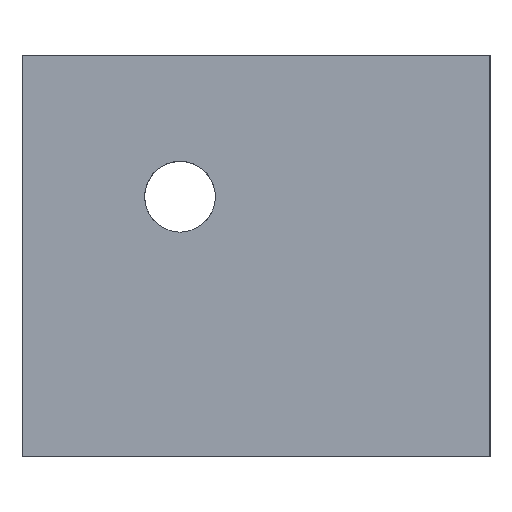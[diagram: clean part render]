
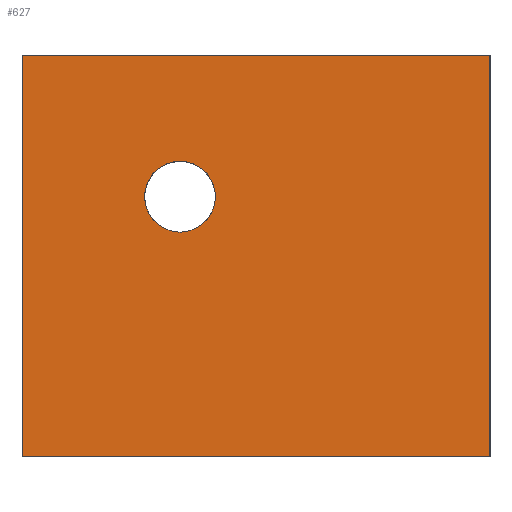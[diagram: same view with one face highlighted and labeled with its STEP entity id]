
A CAD part, left-side view. The second image highlights one B-rep face of the part: STEP entity #627.
In plain terms, the highlighted planar face has unit normal (-1, 0, 0).
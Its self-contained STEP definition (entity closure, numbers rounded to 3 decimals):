
#20=FACE_BOUND('',#111,.T.);
#39=PLANE('',#695);
#77=FACE_OUTER_BOUND('',#110,.T.);
#110=EDGE_LOOP('',(#549,#550,#551,#552));
#111=EDGE_LOOP('',(#553));
#177=LINE('',#1269,#226);
#178=LINE('',#1274,#227);
#180=LINE('',#1278,#229);
#181=LINE('',#1279,#230);
#226=VECTOR('',#830,10.);
#227=VECTOR('',#835,10.);
#229=VECTOR('',#839,10.);
#230=VECTOR('',#840,10.);
#240=CIRCLE('',#651,1.);
#257=VERTEX_POINT('',#871);
#309=VERTEX_POINT('',#1264);
#310=VERTEX_POINT('',#1267);
#312=VERTEX_POINT('',#1273);
#313=VERTEX_POINT('',#1277);
#318=EDGE_CURVE('',#257,#257,#240,.T.);
#394=EDGE_CURVE('',#309,#310,#177,.T.);
#396=EDGE_CURVE('',#312,#310,#178,.T.);
#398=EDGE_CURVE('',#309,#313,#180,.T.);
#399=EDGE_CURVE('',#313,#312,#181,.T.);
#549=ORIENTED_EDGE('',*,*,#398,.F.);
#550=ORIENTED_EDGE('',*,*,#394,.T.);
#551=ORIENTED_EDGE('',*,*,#396,.F.);
#552=ORIENTED_EDGE('',*,*,#399,.F.);
#553=ORIENTED_EDGE('',*,*,#318,.T.);
#627=ADVANCED_FACE('',(#77,#20),#39,.T.);
#651=AXIS2_PLACEMENT_3D('',#872,#711,#712);
#695=AXIS2_PLACEMENT_3D('',#1276,#837,#838);
#711=DIRECTION('center_axis',(1.,0.,0.));
#712=DIRECTION('ref_axis',(0.,-1.,0.));
#830=DIRECTION('',(0.,0.,-1.));
#835=DIRECTION('',(0.,1.,0.));
#837=DIRECTION('center_axis',(-1.,0.,0.));
#838=DIRECTION('ref_axis',(0.,1.,0.));
#839=DIRECTION('',(0.,-1.,0.));
#840=DIRECTION('',(0.,0.,-1.));
#871=CARTESIAN_POINT('',(-7.351,22.609,-12.228));
#872=CARTESIAN_POINT('Origin',(-7.351,21.609,-12.228));
#1264=CARTESIAN_POINT('',(-7.351,26.074,-8.228));
#1267=CARTESIAN_POINT('',(-7.351,26.074,-19.578));
#1269=CARTESIAN_POINT('',(-7.351,26.074,-6.728));
#1273=CARTESIAN_POINT('',(-7.351,12.85,-19.578));
#1274=CARTESIAN_POINT('',(-7.351,16.156,-19.578));
#1276=CARTESIAN_POINT('Origin',(-7.351,12.85,-6.728));
#1277=CARTESIAN_POINT('',(-7.351,12.85,-8.228));
#1278=CARTESIAN_POINT('',(-7.351,16.156,-8.228));
#1279=CARTESIAN_POINT('',(-7.351,12.85,-6.728));
